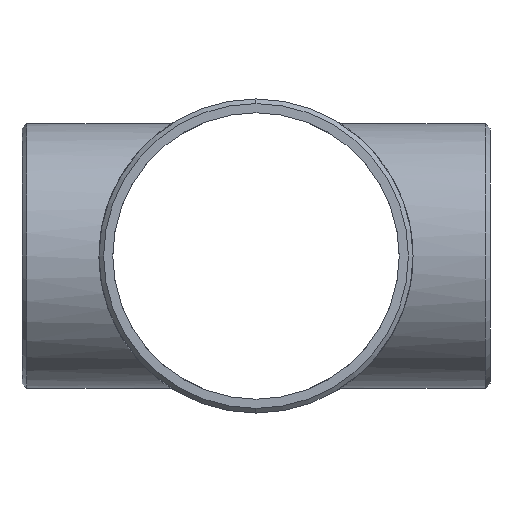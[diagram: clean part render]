
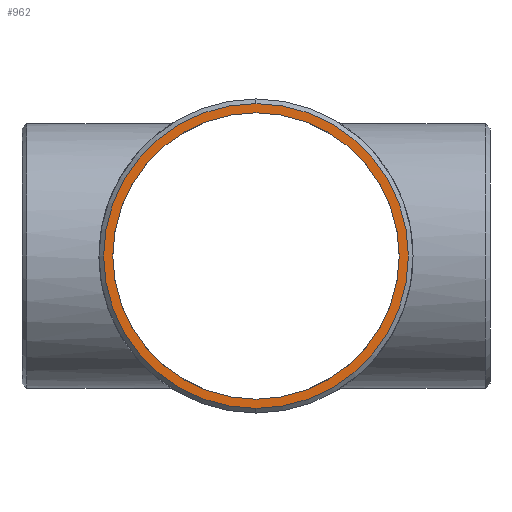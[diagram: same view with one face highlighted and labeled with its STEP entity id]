
A CAD part, left-side view. The second image highlights one B-rep face of the part: STEP entity #962.
In plain terms, the highlighted planar face has unit normal (-1, 0, 0).
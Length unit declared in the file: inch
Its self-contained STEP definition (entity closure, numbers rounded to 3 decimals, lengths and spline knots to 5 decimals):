
#53 = AXIS2_PLACEMENT_3D ( 'NONE', #857, #1234, #611 ) ;
#91 = ORIENTED_EDGE ( 'NONE', *, *, #887, .T. ) ;
#121 = VERTEX_POINT ( 'NONE', #430 ) ;
#140 = CARTESIAN_POINT ( 'NONE',  ( -10., 0., 6.18767 ) ) ;
#164 = EDGE_CURVE ( 'NONE', #1174, #1498, #845, .T. ) ;
#240 = DIRECTION ( 'NONE',  ( 1., 0., 0. ) ) ;
#281 = EDGE_CURVE ( 'NONE', #572, #121, #1306, .T. ) ;
#305 = CARTESIAN_POINT ( 'NONE',  ( -10., 0., 0. ) ) ;
#430 = CARTESIAN_POINT ( 'NONE',  ( -10., 0., -6.18767 ) ) ;
#572 = VERTEX_POINT ( 'NONE', #140 ) ;
#611 = DIRECTION ( 'NONE',  ( 0., 0., 1. ) ) ;
#622 = CARTESIAN_POINT ( 'NONE',  ( -10., 0., 0. ) ) ;
#636 = ORIENTED_EDGE ( 'NONE', *, *, #669, .T. ) ;
#669 = EDGE_CURVE ( 'NONE', #1498, #1174, #1091, .T. ) ;
#738 = DIRECTION ( 'NONE',  ( 0., 0., 1. ) ) ;
#739 = DIRECTION ( 'NONE',  ( -1., 0., 0. ) ) ;
#777 = ORIENTED_EDGE ( 'NONE', *, *, #281, .T. ) ;
#845 = CIRCLE ( 'NONE', #1043, 5.813 ) ;
#846 = CARTESIAN_POINT ( 'NONE',  ( -10., 0., 0. ) ) ;
#855 = DIRECTION ( 'NONE',  ( 0., 0., 1. ) ) ;
#857 = CARTESIAN_POINT ( 'NONE',  ( -10., 0., 0. ) ) ;
#863 = AXIS2_PLACEMENT_3D ( 'NONE', #1553, #1325, #855 ) ;
#887 = EDGE_CURVE ( 'NONE', #121, #572, #1543, .T. ) ;
#889 = PLANE ( 'NONE',  #1199 ) ;
#952 = EDGE_LOOP ( 'NONE', ( #91, #777 ) ) ;
#962 = ADVANCED_FACE ( 'NONE', ( #1376, #1367 ), #889, .T. ) ;
#1043 = AXIS2_PLACEMENT_3D ( 'NONE', #846, #240, #738 ) ;
#1067 = ORIENTED_EDGE ( 'NONE', *, *, #164, .T. ) ;
#1091 = CIRCLE ( 'NONE', #53, 5.813 ) ;
#1094 = AXIS2_PLACEMENT_3D ( 'NONE', #305, #1269, #1380 ) ;
#1146 = DIRECTION ( 'NONE',  ( 0., 0., -1. ) ) ;
#1174 = VERTEX_POINT ( 'NONE', #1183 ) ;
#1183 = CARTESIAN_POINT ( 'NONE',  ( -10., 0., -5.813 ) ) ;
#1199 = AXIS2_PLACEMENT_3D ( 'NONE', #622, #739, #1146 ) ;
#1234 = DIRECTION ( 'NONE',  ( 1., 0., 0. ) ) ;
#1269 = DIRECTION ( 'NONE',  ( -1., 0., 0. ) ) ;
#1306 = CIRCLE ( 'NONE', #1094, 6.18767 ) ;
#1311 = EDGE_LOOP ( 'NONE', ( #636, #1067 ) ) ;
#1325 = DIRECTION ( 'NONE',  ( -1., 0., 0. ) ) ;
#1367 = FACE_BOUND ( 'NONE', #1311, .T. ) ;
#1374 = CARTESIAN_POINT ( 'NONE',  ( -10., 0., 5.813 ) ) ;
#1376 = FACE_OUTER_BOUND ( 'NONE', #952, .T. ) ;
#1380 = DIRECTION ( 'NONE',  ( 0., 0., 1. ) ) ;
#1498 = VERTEX_POINT ( 'NONE', #1374 ) ;
#1543 = CIRCLE ( 'NONE', #863, 6.18767 ) ;
#1553 = CARTESIAN_POINT ( 'NONE',  ( -10., 0., 0. ) ) ;
